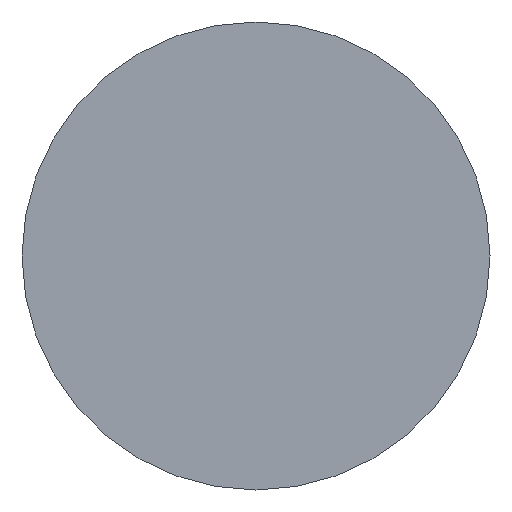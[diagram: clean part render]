
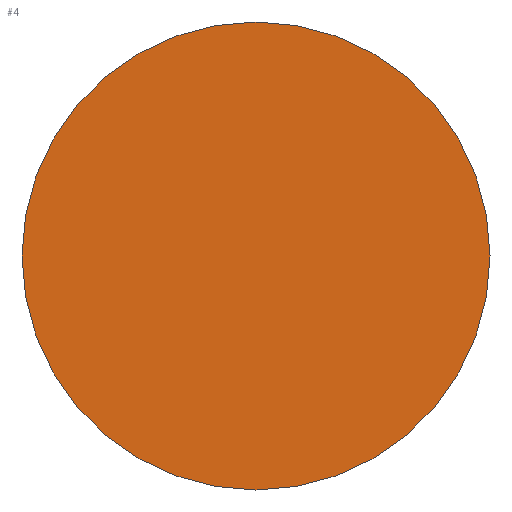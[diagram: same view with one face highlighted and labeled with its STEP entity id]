
A CAD part, left-side view. The second image highlights one B-rep face of the part: STEP entity #4.
In plain terms, the highlighted planar face has unit normal (-1, 0, 0).
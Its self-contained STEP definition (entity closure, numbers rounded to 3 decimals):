
#4 = ADVANCED_FACE ( 'NONE', ( #118 ), #89, .F. ) ;
#9 = AXIS2_PLACEMENT_3D ( 'NONE', #120, #75, #53 ) ;
#10 = EDGE_CURVE ( 'NONE', #127, #39, #142, .T. ) ;
#13 = ORIENTED_EDGE ( 'NONE', *, *, #121, .F. ) ;
#18 = CARTESIAN_POINT ( 'NONE',  ( -0.8, 0., 12.5 ) ) ;
#23 = AXIS2_PLACEMENT_3D ( 'NONE', #91, #104, #160 ) ;
#39 = VERTEX_POINT ( 'NONE', #105 ) ;
#41 = CIRCLE ( 'NONE', #117, 12.5 ) ;
#53 = DIRECTION ( 'NONE',  ( 0., 0., -1. ) ) ;
#75 = DIRECTION ( 'NONE',  ( 1., 0., 0. ) ) ;
#78 = ORIENTED_EDGE ( 'NONE', *, *, #10, .F. ) ;
#89 = PLANE ( 'NONE',  #9 ) ;
#91 = CARTESIAN_POINT ( 'NONE',  ( -0.8, 0., 0. ) ) ;
#104 = DIRECTION ( 'NONE',  ( 1., 0., 0. ) ) ;
#105 = CARTESIAN_POINT ( 'NONE',  ( -0.8, 0., -12.5 ) ) ;
#117 = AXIS2_PLACEMENT_3D ( 'NONE', #126, #137, #165 ) ;
#118 = FACE_OUTER_BOUND ( 'NONE', #153, .T. ) ;
#120 = CARTESIAN_POINT ( 'NONE',  ( -0.8, 0., 0. ) ) ;
#121 = EDGE_CURVE ( 'NONE', #39, #127, #41, .T. ) ;
#126 = CARTESIAN_POINT ( 'NONE',  ( -0.8, 0., 0. ) ) ;
#127 = VERTEX_POINT ( 'NONE', #18 ) ;
#137 = DIRECTION ( 'NONE',  ( 1., 0., 0. ) ) ;
#142 = CIRCLE ( 'NONE', #23, 12.5 ) ;
#153 = EDGE_LOOP ( 'NONE', ( #78, #13 ) ) ;
#160 = DIRECTION ( 'NONE',  ( 0., 0., -1. ) ) ;
#165 = DIRECTION ( 'NONE',  ( 0., 0., -1. ) ) ;
